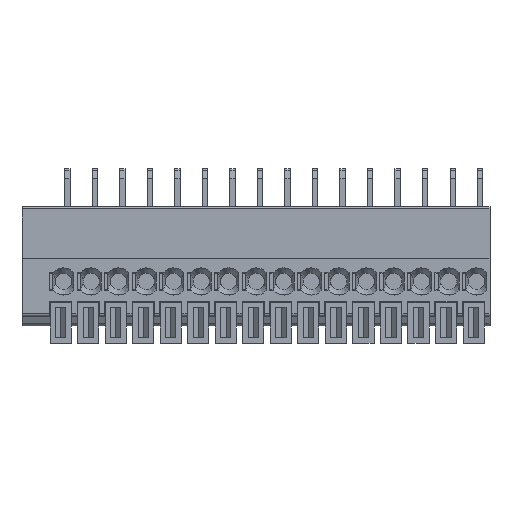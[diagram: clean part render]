
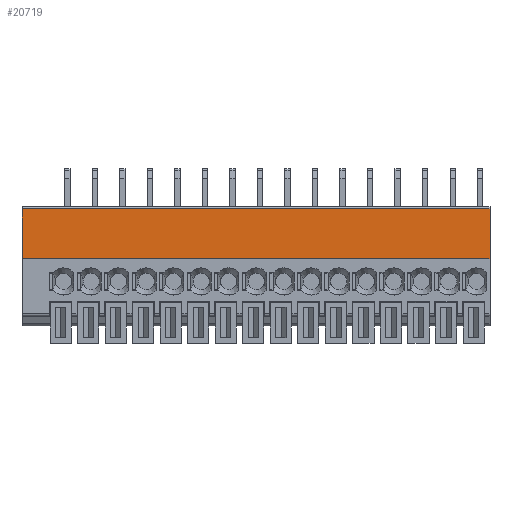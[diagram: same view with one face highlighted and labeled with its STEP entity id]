
A CAD part, left-side view. The second image highlights one B-rep face of the part: STEP entity #20719.
In plain terms, the highlighted planar face has unit normal (-1, 0, 0).
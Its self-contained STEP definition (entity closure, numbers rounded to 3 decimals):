
#2836=DIRECTION('',(0.,0.,1.));
#2837=VECTOR('',#2836,4.6);
#2838=CARTESIAN_POINT('',(-13.5,-38.1,-4.8));
#2839=LINE('',#2838,#2837);
#3652=DIRECTION('',(0.,0.,1.));
#3653=VECTOR('',#3652,4.6);
#3654=CARTESIAN_POINT('',(-13.5,5.08,-4.8));
#3655=LINE('',#3654,#3653);
#4109=DIRECTION('',(0.,1.,0.));
#4110=VECTOR('',#4109,43.18);
#4111=CARTESIAN_POINT('',(-13.5,-38.1,-0.2));
#4112=LINE('',#4111,#4110);
#4113=DIRECTION('',(0.,1.,0.));
#4114=VECTOR('',#4113,43.18);
#4115=CARTESIAN_POINT('',(-13.5,-38.1,-4.8));
#4116=LINE('',#4115,#4114);
#11803=CARTESIAN_POINT('',(-13.5,5.08,-4.8));
#11804=VERTEX_POINT('',#11803);
#11805=CARTESIAN_POINT('',(-13.5,5.08,-0.2));
#11806=VERTEX_POINT('',#11805);
#14374=CARTESIAN_POINT('',(-13.5,-38.1,-4.8));
#14376=VERTEX_POINT('',#14374);
#14377=CARTESIAN_POINT('',(-13.5,-38.1,-0.2));
#14378=VERTEX_POINT('',#14377);
#20707=CARTESIAN_POINT('',(-13.5,0.,-4.8));
#20708=DIRECTION('',(-1.,0.,0.));
#20709=DIRECTION('',(0.,0.,1.));
#20710=AXIS2_PLACEMENT_3D('',#20707,#20708,#20709);
#20711=PLANE('',#20710);
#20712=ORIENTED_EDGE('',*,*,#20701,.F.);
#20713=ORIENTED_EDGE('',*,*,#18695,.F.);
#20715=ORIENTED_EDGE('',*,*,#20714,.T.);
#20716=ORIENTED_EDGE('',*,*,#20090,.T.);
#20717=EDGE_LOOP('',(#20712,#20713,#20715,#20716));
#20718=FACE_OUTER_BOUND('',#20717,.F.);
#18695=EDGE_CURVE('',#14376,#14378,#2839,.T.);
#20090=EDGE_CURVE('',#11804,#11806,#3655,.T.);
#20701=EDGE_CURVE('',#14378,#11806,#4112,.T.);
#20714=EDGE_CURVE('',#14376,#11804,#4116,.T.);
#20719=ADVANCED_FACE('',(#20718),#20711,.T.);
